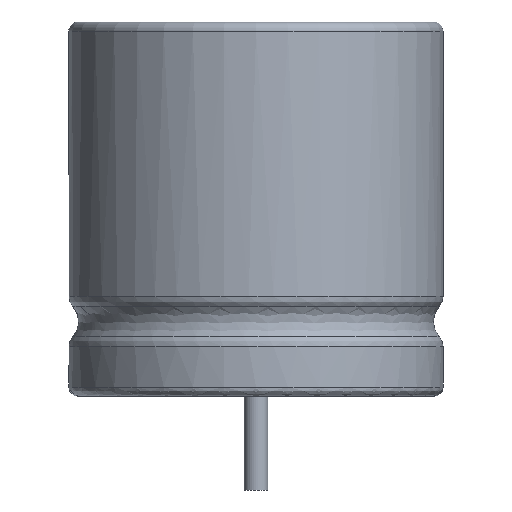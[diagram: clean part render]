
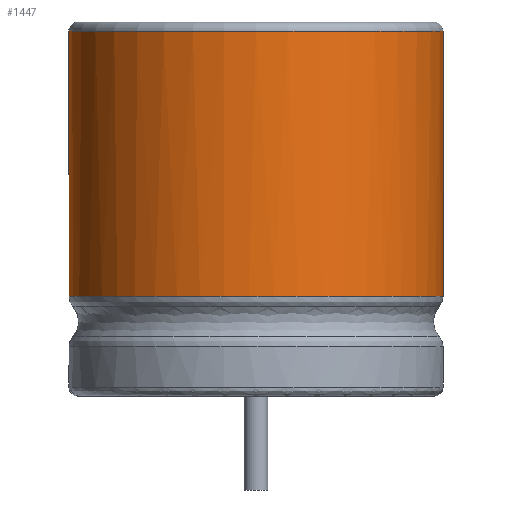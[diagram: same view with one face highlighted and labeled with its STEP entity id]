
A CAD part, left-side view. The second image highlights one B-rep face of the part: STEP entity #1447.
In plain terms, the highlighted cylindrical face has radius 4 mm (diameter 8 mm), a partial arc.
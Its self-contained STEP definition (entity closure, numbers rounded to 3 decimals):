
#1086 = VERTEX_POINT('',#1087);
#1087 = CARTESIAN_POINT('',(5.446,-1.531,2.135
    ));
#1098 = EDGE_CURVE('',#1086,#1099,#1101,.T.);
#1099 = VERTEX_POINT('',#1100);
#1100 = CARTESIAN_POINT('',(5.446,1.531,2.135)
  );
#1101 = B_SPLINE_CURVE_WITH_KNOTS('',12,(#1102,#1103,#1104,#1105,#1106,
    #1107,#1108,#1109,#1110,#1111,#1112,#1113,#1114,#1115,#1116,#1117,
    #1118,#1119,#1120,#1121,#1122,#1123,#1124,#1125,#1126,#1127,#1128,
    #1129,#1130,#1131,#1132,#1133,#1134,#1135,#1136),.UNSPECIFIED.,.F.,
  .F.,(13,11,11,13),(-0.937,0.,21.991
    ,22.928),.UNSPECIFIED.);
#1102 = CARTESIAN_POINT('',(5.804,-0.665,
    2.135));
#1103 = CARTESIAN_POINT('',(5.774,-0.738,
    2.135));
#1104 = CARTESIAN_POINT('',(5.744,-0.81,2.135
    ));
#1105 = CARTESIAN_POINT('',(5.714,-0.883,
    2.135));
#1106 = CARTESIAN_POINT('',(5.684,-0.955,
    2.135));
#1107 = CARTESIAN_POINT('',(5.654,-1.027,2.135
    ));
#1108 = CARTESIAN_POINT('',(5.624,-1.1,
    2.135));
#1109 = CARTESIAN_POINT('',(5.594,-1.172,
    2.135));
#1110 = CARTESIAN_POINT('',(5.564,-1.244,
    2.135));
#1111 = CARTESIAN_POINT('',(5.535,-1.316,2.135
    ));
#1112 = CARTESIAN_POINT('',(5.505,-1.387,
    2.135));
#1113 = CARTESIAN_POINT('',(5.475,-1.459,
    2.135));
#1114 = CARTESIAN_POINT('',(4.749,-3.212,
    2.135));
#1115 = CARTESIAN_POINT('',(3.207,-4.573,
    2.135));
#1116 = CARTESIAN_POINT('',(0.981,-5.113,2.135
    ));
#1117 = CARTESIAN_POINT('',(-1.405,-4.411,
    2.135));
#1118 = CARTESIAN_POINT('',(-3.182,-2.66,
    2.135));
#1119 = CARTESIAN_POINT('',(-4.073,0.,
    2.135));
#1120 = CARTESIAN_POINT('',(-3.182,2.66,2.135)
  );
#1121 = CARTESIAN_POINT('',(-1.405,4.411,
    2.135));
#1122 = CARTESIAN_POINT('',(0.981,5.113,2.135)
  );
#1123 = CARTESIAN_POINT('',(3.207,4.573,2.135
    ));
#1124 = CARTESIAN_POINT('',(4.749,3.212,2.135
    ));
#1125 = CARTESIAN_POINT('',(5.475,1.459,2.135
    ));
#1126 = CARTESIAN_POINT('',(5.505,1.387,2.135
    ));
#1127 = CARTESIAN_POINT('',(5.535,1.316,2.135
    ));
#1128 = CARTESIAN_POINT('',(5.564,1.244,2.135
    ));
#1129 = CARTESIAN_POINT('',(5.594,1.172,2.135
    ));
#1130 = CARTESIAN_POINT('',(5.624,1.1,2.135
    ));
#1131 = CARTESIAN_POINT('',(5.654,1.027,2.135)
  );
#1132 = CARTESIAN_POINT('',(5.684,0.955,2.135
    ));
#1133 = CARTESIAN_POINT('',(5.714,0.883,2.135
    ));
#1134 = CARTESIAN_POINT('',(5.744,0.81,2.135)
  );
#1135 = CARTESIAN_POINT('',(5.774,0.738,2.135
    ));
#1136 = CARTESIAN_POINT('',(5.804,0.665,2.135
    ));
#1447 = ADVANCED_FACE('',(#1448),#1474,.T.);
#1448 = FACE_BOUND('',#1449,.T.);
#1449 = EDGE_LOOP('',(#1450,#1461,#1467,#1468));
#1450 = ORIENTED_EDGE('',*,*,#1451,.T.);
#1451 = EDGE_CURVE('',#1452,#1454,#1456,.T.);
#1452 = VERTEX_POINT('',#1453);
#1453 = CARTESIAN_POINT('',(5.446,-1.531,7.8));
#1454 = VERTEX_POINT('',#1455);
#1455 = CARTESIAN_POINT('',(5.446,1.531,7.8));
#1456 = CIRCLE('',#1457,4.);
#1457 = AXIS2_PLACEMENT_3D('',#1458,#1459,#1460);
#1458 = CARTESIAN_POINT('',(1.75,0.,7.8));
#1459 = DIRECTION('',(0.,-0.,-1.));
#1460 = DIRECTION('',(0.924,-0.383,0.));
#1461 = ORIENTED_EDGE('',*,*,#1462,.F.);
#1462 = EDGE_CURVE('',#1099,#1454,#1463,.T.);
#1463 = LINE('',#1464,#1465);
#1464 = CARTESIAN_POINT('',(5.446,1.531,2.));
#1465 = VECTOR('',#1466,1.);
#1466 = DIRECTION('',(0.,0.,1.));
#1467 = ORIENTED_EDGE('',*,*,#1098,.F.);
#1468 = ORIENTED_EDGE('',*,*,#1469,.T.);
#1469 = EDGE_CURVE('',#1086,#1452,#1470,.T.);
#1470 = LINE('',#1471,#1472);
#1471 = CARTESIAN_POINT('',(5.446,-1.531,2.));
#1472 = VECTOR('',#1473,1.);
#1473 = DIRECTION('',(0.,0.,1.));
#1474 = CYLINDRICAL_SURFACE('',#1475,4.);
#1475 = AXIS2_PLACEMENT_3D('',#1476,#1477,#1478);
#1476 = CARTESIAN_POINT('',(1.75,0.,2.));
#1477 = DIRECTION('',(0.,0.,1.));
#1478 = DIRECTION('',(0.924,-0.383,0.));
